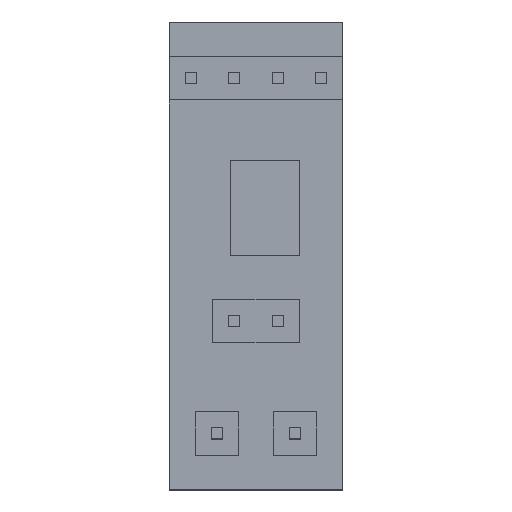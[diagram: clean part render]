
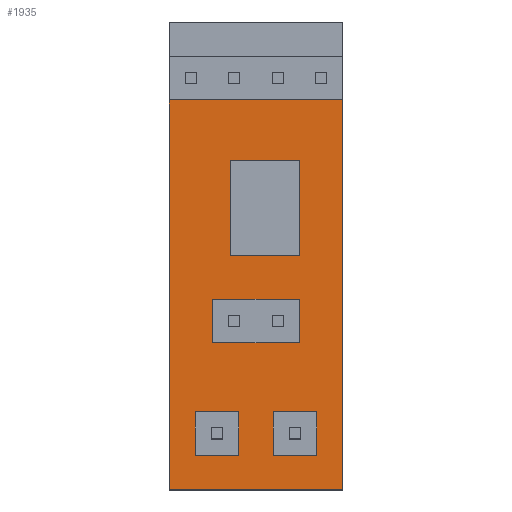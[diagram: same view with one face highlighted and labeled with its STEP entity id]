
A CAD part, top view. The second image highlights one B-rep face of the part: STEP entity #1935.
In plain terms, the highlighted planar face has unit normal (0, 0, 1).
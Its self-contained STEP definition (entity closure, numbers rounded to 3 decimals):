
#20=FACE_BOUND('',#205,.T.);
#21=FACE_BOUND('',#206,.T.);
#22=FACE_BOUND('',#207,.T.);
#23=FACE_BOUND('',#208,.T.);
#89=FACE_OUTER_BOUND('',#204,.T.);
#204=EDGE_LOOP('',(#1479,#1480,#1481,#1482));
#205=EDGE_LOOP('',(#1483,#1484,#1485,#1486));
#206=EDGE_LOOP('',(#1487,#1488,#1489,#1490));
#207=EDGE_LOOP('',(#1491,#1492,#1493,#1494));
#208=EDGE_LOOP('',(#1495,#1496,#1497,#1498));
#275=LINE('',#2605,#539);
#279=LINE('',#2613,#543);
#282=LINE('',#2619,#546);
#285=LINE('',#2624,#549);
#383=LINE('',#2830,#647);
#396=LINE('',#2857,#660);
#400=LINE('',#2865,#664);
#403=LINE('',#2871,#667);
#406=LINE('',#2876,#670);
#408=LINE('',#2881,#672);
#409=LINE('',#2883,#673);
#410=LINE('',#2884,#674);
#411=LINE('',#2887,#675);
#412=LINE('',#2889,#676);
#413=LINE('',#2891,#677);
#414=LINE('',#2892,#678);
#415=LINE('',#2895,#679);
#416=LINE('',#2897,#680);
#417=LINE('',#2899,#681);
#418=LINE('',#2900,#682);
#539=VECTOR('',#2119,10.);
#543=VECTOR('',#2125,10.);
#546=VECTOR('',#2130,10.);
#549=VECTOR('',#2135,10.);
#647=VECTOR('',#2317,10.);
#660=VECTOR('',#2338,10.);
#664=VECTOR('',#2344,10.);
#667=VECTOR('',#2349,10.);
#670=VECTOR('',#2354,10.);
#672=VECTOR('',#2360,10.);
#673=VECTOR('',#2361,10.);
#674=VECTOR('',#2362,10.);
#675=VECTOR('',#2363,10.);
#676=VECTOR('',#2364,10.);
#677=VECTOR('',#2365,10.);
#678=VECTOR('',#2366,10.);
#679=VECTOR('',#2367,10.);
#680=VECTOR('',#2368,10.);
#681=VECTOR('',#2369,10.);
#682=VECTOR('',#2370,10.);
#803=VERTEX_POINT('',#2603);
#804=VERTEX_POINT('',#2604);
#807=VERTEX_POINT('',#2612);
#809=VERTEX_POINT('',#2618);
#875=VERTEX_POINT('',#2828);
#876=VERTEX_POINT('',#2829);
#885=VERTEX_POINT('',#2855);
#886=VERTEX_POINT('',#2856);
#889=VERTEX_POINT('',#2864);
#891=VERTEX_POINT('',#2870);
#893=VERTEX_POINT('',#2880);
#894=VERTEX_POINT('',#2882);
#895=VERTEX_POINT('',#2885);
#896=VERTEX_POINT('',#2886);
#897=VERTEX_POINT('',#2888);
#898=VERTEX_POINT('',#2890);
#899=VERTEX_POINT('',#2893);
#900=VERTEX_POINT('',#2894);
#901=VERTEX_POINT('',#2896);
#902=VERTEX_POINT('',#2898);
#979=EDGE_CURVE('',#803,#804,#275,.T.);
#983=EDGE_CURVE('',#804,#807,#279,.T.);
#986=EDGE_CURVE('',#807,#809,#282,.T.);
#989=EDGE_CURVE('',#809,#803,#285,.T.);
#1087=EDGE_CURVE('',#875,#876,#383,.T.);
#1100=EDGE_CURVE('',#885,#886,#396,.T.);
#1104=EDGE_CURVE('',#886,#889,#400,.T.);
#1107=EDGE_CURVE('',#889,#891,#403,.T.);
#1110=EDGE_CURVE('',#891,#885,#406,.T.);
#1112=EDGE_CURVE('',#876,#893,#408,.T.);
#1113=EDGE_CURVE('',#893,#894,#409,.T.);
#1114=EDGE_CURVE('',#894,#875,#410,.T.);
#1115=EDGE_CURVE('',#895,#896,#411,.T.);
#1116=EDGE_CURVE('',#896,#897,#412,.T.);
#1117=EDGE_CURVE('',#897,#898,#413,.T.);
#1118=EDGE_CURVE('',#898,#895,#414,.T.);
#1119=EDGE_CURVE('',#899,#900,#415,.T.);
#1120=EDGE_CURVE('',#900,#901,#416,.T.);
#1121=EDGE_CURVE('',#901,#902,#417,.T.);
#1122=EDGE_CURVE('',#902,#899,#418,.T.);
#1479=ORIENTED_EDGE('',*,*,#1087,.T.);
#1480=ORIENTED_EDGE('',*,*,#1112,.T.);
#1481=ORIENTED_EDGE('',*,*,#1113,.T.);
#1482=ORIENTED_EDGE('',*,*,#1114,.T.);
#1483=ORIENTED_EDGE('',*,*,#979,.T.);
#1484=ORIENTED_EDGE('',*,*,#983,.T.);
#1485=ORIENTED_EDGE('',*,*,#986,.T.);
#1486=ORIENTED_EDGE('',*,*,#989,.T.);
#1487=ORIENTED_EDGE('',*,*,#1115,.T.);
#1488=ORIENTED_EDGE('',*,*,#1116,.T.);
#1489=ORIENTED_EDGE('',*,*,#1117,.T.);
#1490=ORIENTED_EDGE('',*,*,#1118,.T.);
#1491=ORIENTED_EDGE('',*,*,#1119,.T.);
#1492=ORIENTED_EDGE('',*,*,#1120,.T.);
#1493=ORIENTED_EDGE('',*,*,#1121,.T.);
#1494=ORIENTED_EDGE('',*,*,#1122,.T.);
#1495=ORIENTED_EDGE('',*,*,#1100,.T.);
#1496=ORIENTED_EDGE('',*,*,#1104,.T.);
#1497=ORIENTED_EDGE('',*,*,#1107,.T.);
#1498=ORIENTED_EDGE('',*,*,#1110,.T.);
#1825=PLANE('',#2059);
#1935=ADVANCED_FACE('',(#89,#20,#21,#22,#23),#1825,.T.);
#2059=AXIS2_PLACEMENT_3D('',#2879,#2358,#2359);
#2119=DIRECTION('',(0.,-1.,0.));
#2125=DIRECTION('',(-1.,0.,0.));
#2130=DIRECTION('',(0.,1.,0.));
#2135=DIRECTION('',(1.,0.,0.));
#2317=DIRECTION('',(-1.,0.,0.));
#2338=DIRECTION('',(0.,-1.,0.));
#2344=DIRECTION('',(-1.,0.,0.));
#2349=DIRECTION('',(0.,1.,0.));
#2354=DIRECTION('',(1.,0.,0.));
#2358=DIRECTION('center_axis',(0.,0.,1.));
#2359=DIRECTION('ref_axis',(1.,0.,0.));
#2360=DIRECTION('',(0.,-1.,0.));
#2361=DIRECTION('',(1.,0.,0.));
#2362=DIRECTION('',(0.,1.,0.));
#2363=DIRECTION('',(-1.,0.,0.));
#2364=DIRECTION('',(0.,1.,0.));
#2365=DIRECTION('',(1.,0.,0.));
#2366=DIRECTION('',(0.,-1.,0.));
#2367=DIRECTION('',(0.,1.,0.));
#2368=DIRECTION('',(1.,0.,0.));
#2369=DIRECTION('',(0.,-1.,0.));
#2370=DIRECTION('',(-1.,0.,0.));
#2603=CARTESIAN_POINT('',(2.5,5.5,1.6));
#2604=CARTESIAN_POINT('',(2.5,0.,1.6));
#2605=CARTESIAN_POINT('',(2.5,0.,1.6));
#2612=CARTESIAN_POINT('',(-1.5,0.,1.6));
#2613=CARTESIAN_POINT('',(-0.75,0.,1.6));
#2618=CARTESIAN_POINT('',(-1.5,5.5,1.6));
#2619=CARTESIAN_POINT('',(-1.5,2.75,1.6));
#2624=CARTESIAN_POINT('',(1.25,5.5,1.6));
#2828=CARTESIAN_POINT('',(5.,9.,1.6));
#2829=CARTESIAN_POINT('',(-5.,9.,1.6));
#2830=CARTESIAN_POINT('',(-2.5,9.,1.6));
#2855=CARTESIAN_POINT('',(3.5,-9.,1.6));
#2856=CARTESIAN_POINT('',(3.5,-11.5,1.6));
#2857=CARTESIAN_POINT('',(3.5,-5.75,1.6));
#2864=CARTESIAN_POINT('',(1.,-11.5,1.6));
#2865=CARTESIAN_POINT('',(0.5,-11.5,1.6));
#2870=CARTESIAN_POINT('',(1.,-9.,1.6));
#2871=CARTESIAN_POINT('',(1.,-4.5,1.6));
#2876=CARTESIAN_POINT('',(1.75,-9.,1.6));
#2879=CARTESIAN_POINT('Origin',(0.,0.,1.6));
#2880=CARTESIAN_POINT('',(-5.,-13.5,1.6));
#2881=CARTESIAN_POINT('',(-5.,13.5,1.6));
#2882=CARTESIAN_POINT('',(5.,-13.5,1.6));
#2883=CARTESIAN_POINT('',(-5.,-13.5,1.6));
#2884=CARTESIAN_POINT('',(5.,-13.5,1.6));
#2885=CARTESIAN_POINT('',(-1.,-11.5,1.6));
#2886=CARTESIAN_POINT('',(-3.5,-11.5,1.6));
#2887=CARTESIAN_POINT('',(-1.75,-11.5,1.6));
#2888=CARTESIAN_POINT('',(-3.5,-9.,1.6));
#2889=CARTESIAN_POINT('',(-3.5,-4.5,1.6));
#2890=CARTESIAN_POINT('',(-1.,-9.,1.6));
#2891=CARTESIAN_POINT('',(-0.5,-9.,1.6));
#2892=CARTESIAN_POINT('',(-1.,-5.75,1.6));
#2893=CARTESIAN_POINT('',(-2.5,-5.,1.6));
#2894=CARTESIAN_POINT('',(-2.5,-2.5,1.6));
#2895=CARTESIAN_POINT('',(-2.5,-1.25,1.6));
#2896=CARTESIAN_POINT('',(2.5,-2.5,1.6));
#2897=CARTESIAN_POINT('',(1.25,-2.5,1.6));
#2898=CARTESIAN_POINT('',(2.5,-5.,1.6));
#2899=CARTESIAN_POINT('',(2.5,-2.5,1.6));
#2900=CARTESIAN_POINT('',(-1.25,-5.,1.6));
